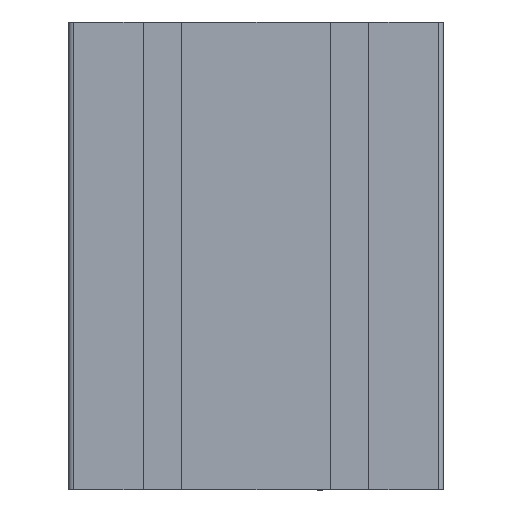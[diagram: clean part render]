
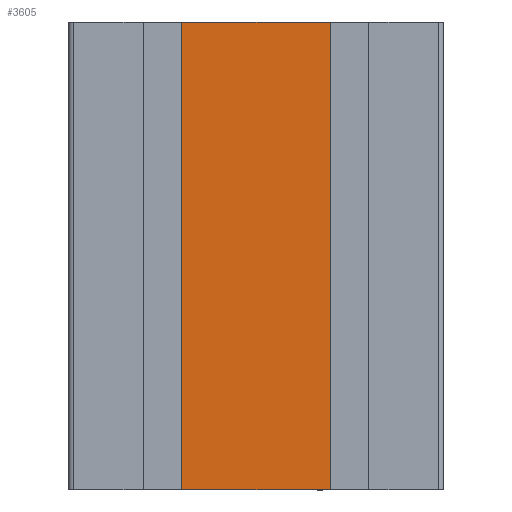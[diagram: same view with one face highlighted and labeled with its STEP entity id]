
A CAD part, left-side view. The second image highlights one B-rep face of the part: STEP entity #3605.
In plain terms, the highlighted planar face has unit normal (-1, 0, 0).
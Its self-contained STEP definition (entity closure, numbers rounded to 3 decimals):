
#600 = VERTEX_POINT ( 'NONE', #7228 ) ;
#1240 = AXIS2_PLACEMENT_3D ( 'NONE', #3244, #11611, #6183 ) ;
#1431 = LINE ( 'NONE', #5891, #6024 ) ;
#1447 = DIRECTION ( 'NONE',  ( 0., -1., 0. ) ) ;
#1671 = VECTOR ( 'NONE', #1447, 1000. ) ;
#2369 = CARTESIAN_POINT ( 'NONE',  ( 7977.451, 3588.763, 0. ) ) ;
#2628 = CARTESIAN_POINT ( 'NONE',  ( 7977.451, 3556.963, 100. ) ) ;
#2774 = CARTESIAN_POINT ( 'NONE',  ( 7977.451, 3588.763, 0. ) ) ;
#3004 = VERTEX_POINT ( 'NONE', #2774 ) ;
#3101 = EDGE_CURVE ( 'NONE', #8319, #9616, #1431, .T. ) ;
#3244 = CARTESIAN_POINT ( 'NONE',  ( 7977.451, 3588.763, 100. ) ) ;
#3516 = DIRECTION ( 'NONE',  ( 0., 0., 1. ) ) ;
#3605 = ADVANCED_FACE ( 'NONE', ( #6011 ), #4158, .F. ) ;
#3680 = VECTOR ( 'NONE', #3516, 1000. ) ;
#3784 = ORIENTED_EDGE ( 'NONE', *, *, #3101, .F. ) ;
#4071 = ORIENTED_EDGE ( 'NONE', *, *, #4380, .F. ) ;
#4158 = PLANE ( 'NONE',  #1240 ) ;
#4380 = EDGE_CURVE ( 'NONE', #3004, #8319, #8721, .T. ) ;
#4445 = EDGE_CURVE ( 'NONE', #600, #9616, #6765, .T. ) ;
#5199 = EDGE_LOOP ( 'NONE', ( #8533, #3784, #4071, #6874 ) ) ;
#5811 = DIRECTION ( 'NONE',  ( 0., -1., 0. ) ) ;
#5891 = CARTESIAN_POINT ( 'NONE',  ( 7977.451, 3533.863, 100. ) ) ;
#6011 = FACE_OUTER_BOUND ( 'NONE', #5199, .T. ) ;
#6024 = VECTOR ( 'NONE', #5811, 1000. ) ;
#6183 = DIRECTION ( 'NONE',  ( 0., 1., 0. ) ) ;
#6258 = CARTESIAN_POINT ( 'NONE',  ( 7977.451, 3588.763, 100. ) ) ;
#6765 = LINE ( 'NONE', #2628, #10546 ) ;
#6874 = ORIENTED_EDGE ( 'NONE', *, *, #7736, .T. ) ;
#7228 = CARTESIAN_POINT ( 'NONE',  ( 7977.451, 3556.963, 0. ) ) ;
#7702 = CARTESIAN_POINT ( 'NONE',  ( 7977.451, 3556.963, 100. ) ) ;
#7736 = EDGE_CURVE ( 'NONE', #3004, #600, #9141, .T. ) ;
#8319 = VERTEX_POINT ( 'NONE', #6258 ) ;
#8533 = ORIENTED_EDGE ( 'NONE', *, *, #4445, .T. ) ;
#8721 = LINE ( 'NONE', #9160, #3680 ) ;
#9141 = LINE ( 'NONE', #2369, #1671 ) ;
#9160 = CARTESIAN_POINT ( 'NONE',  ( 7977.451, 3588.763, 100. ) ) ;
#9203 = DIRECTION ( 'NONE',  ( 0., 0., 1. ) ) ;
#9616 = VERTEX_POINT ( 'NONE', #7702 ) ;
#10546 = VECTOR ( 'NONE', #9203, 1000. ) ;
#11611 = DIRECTION ( 'NONE',  ( 1., 0., 0. ) ) ;
